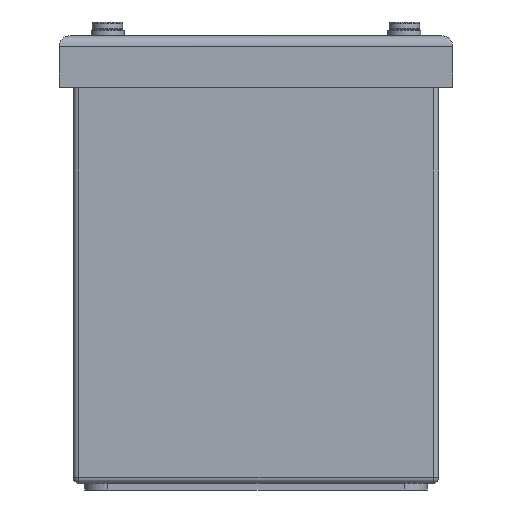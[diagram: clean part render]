
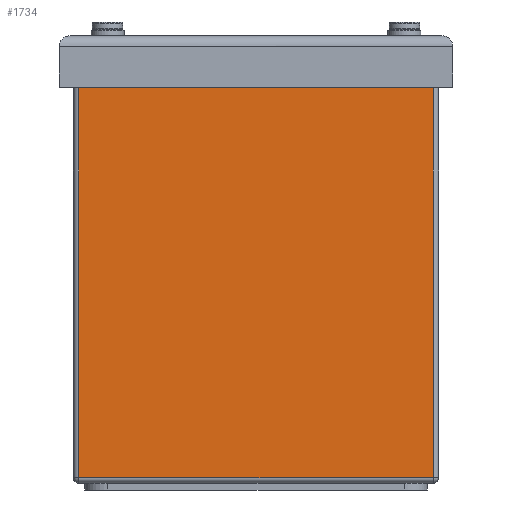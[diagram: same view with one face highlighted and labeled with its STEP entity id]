
A CAD part, left-side view. The second image highlights one B-rep face of the part: STEP entity #1734.
In plain terms, the highlighted planar face has unit normal (-1, 0, 0).
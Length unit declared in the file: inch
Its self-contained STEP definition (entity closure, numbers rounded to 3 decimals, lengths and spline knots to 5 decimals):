
#403 = VECTOR ( 'NONE', #20219, 39.37008 ) ;
#1246 = ORIENTED_EDGE ( 'NONE', *, *, #15703, .T. ) ;
#1734 = ADVANCED_FACE ( 'NONE', ( #21473 ), #19346, .F. ) ;
#2064 = CARTESIAN_POINT ( 'NONE',  ( 0., 0.06, 0.06 ) ) ;
#2336 = DIRECTION ( 'NONE',  ( 0., 0., -1. ) ) ;
#2969 = CARTESIAN_POINT ( 'NONE',  ( 0., 4., 4.69 ) ) ;
#3611 = VECTOR ( 'NONE', #18984, 39.37008 ) ;
#3915 = VECTOR ( 'NONE', #2336, 39.37008 ) ;
#5057 = EDGE_CURVE ( 'NONE', #6217, #8281, #27089, .T. ) ;
#5662 = ORIENTED_EDGE ( 'NONE', *, *, #13411, .T. ) ;
#5947 = VECTOR ( 'NONE', #20255, 39.37008 ) ;
#5958 = CARTESIAN_POINT ( 'NONE',  ( 0., 3.94, 0. ) ) ;
#6217 = VERTEX_POINT ( 'NONE', #2064 ) ;
#8243 = EDGE_CURVE ( 'NONE', #21707, #16427, #8473, .T. ) ;
#8281 = VERTEX_POINT ( 'NONE', #25352 ) ;
#8365 = CARTESIAN_POINT ( 'NONE',  ( 0., 4., 4.75 ) ) ;
#8473 = LINE ( 'NONE', #5958, #3915 ) ;
#8494 = DIRECTION ( 'NONE',  ( 0., 1., 0. ) ) ;
#9415 = ORIENTED_EDGE ( 'NONE', *, *, #8243, .T. ) ;
#9669 = CARTESIAN_POINT ( 'NONE',  ( 0., 0.06, 4.75 ) ) ;
#10764 = CARTESIAN_POINT ( 'NONE',  ( 0., 3.94, 4.69 ) ) ;
#13411 = EDGE_CURVE ( 'NONE', #16427, #6217, #20534, .T. ) ;
#14483 = AXIS2_PLACEMENT_3D ( 'NONE', #8365, #17572, #8494 ) ;
#15703 = EDGE_CURVE ( 'NONE', #8281, #21707, #15815, .T. ) ;
#15815 = LINE ( 'NONE', #2969, #5947 ) ;
#16427 = VERTEX_POINT ( 'NONE', #27063 ) ;
#16610 = ORIENTED_EDGE ( 'NONE', *, *, #5057, .T. ) ;
#17572 = DIRECTION ( 'NONE',  ( 1., 0., 0. ) ) ;
#18984 = DIRECTION ( 'NONE',  ( 0., -1., 0. ) ) ;
#19180 = EDGE_LOOP ( 'NONE', ( #5662, #16610, #1246, #9415 ) ) ;
#19346 = PLANE ( 'NONE',  #14483 ) ;
#20219 = DIRECTION ( 'NONE',  ( 0., 0., 1. ) ) ;
#20255 = DIRECTION ( 'NONE',  ( 0., 1., 0. ) ) ;
#20534 = LINE ( 'NONE', #22904, #3611 ) ;
#21473 = FACE_OUTER_BOUND ( 'NONE', #19180, .T. ) ;
#21707 = VERTEX_POINT ( 'NONE', #10764 ) ;
#22904 = CARTESIAN_POINT ( 'NONE',  ( 0., 4., 0.06 ) ) ;
#25352 = CARTESIAN_POINT ( 'NONE',  ( 0., 0.06, 4.69 ) ) ;
#27063 = CARTESIAN_POINT ( 'NONE',  ( 0., 3.94, 0.06 ) ) ;
#27089 = LINE ( 'NONE', #9669, #403 ) ;
